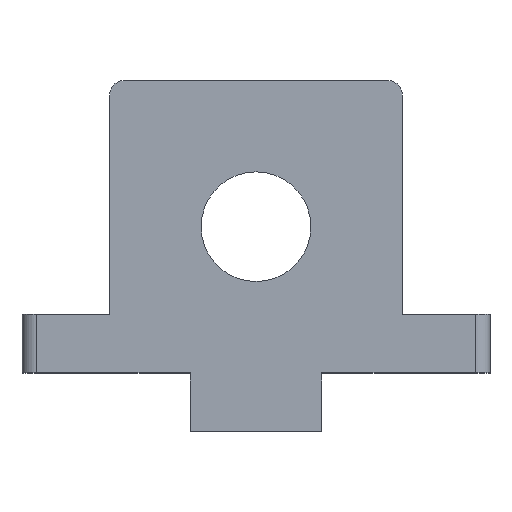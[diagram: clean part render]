
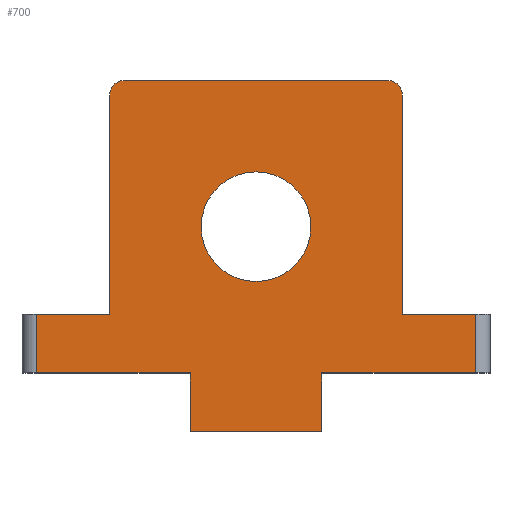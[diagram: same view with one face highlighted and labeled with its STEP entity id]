
A CAD part, top view. The second image highlights one B-rep face of the part: STEP entity #700.
In plain terms, the highlighted planar face has unit normal (0, 0, 1).
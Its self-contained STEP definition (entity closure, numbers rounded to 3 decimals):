
#3 = DIRECTION ( 'NONE',  ( 1., 0., 0. ) ) ;
#34 = VERTEX_POINT ( 'NONE', #1154 ) ;
#37 = AXIS2_PLACEMENT_3D ( 'NONE', #452, #738, #841 ) ;
#38 = CARTESIAN_POINT ( 'NONE',  ( -20., 12., 10. ) ) ;
#44 = LINE ( 'NONE', #1182, #1166 ) ;
#47 = CARTESIAN_POINT ( 'NONE',  ( 30., 12., 10. ) ) ;
#69 = LINE ( 'NONE', #1230, #442 ) ;
#75 = EDGE_LOOP ( 'NONE', ( #1052, #261, #130, #737, #299, #907, #962, #974, #511, #751, #1171, #549, #459, #987 ) ) ;
#82 = VERTEX_POINT ( 'NONE', #1160 ) ;
#97 = FACE_BOUND ( 'NONE', #1169, .T. ) ;
#104 = CIRCLE ( 'NONE', #1174, 2. ) ;
#110 = EDGE_CURVE ( 'NONE', #1184, #1198, #44, .T. ) ;
#130 = ORIENTED_EDGE ( 'NONE', *, *, #856, .F. ) ;
#140 = DIRECTION ( 'NONE',  ( 0., 1., 0. ) ) ;
#146 = CARTESIAN_POINT ( 'NONE',  ( 0., 4., 10. ) ) ;
#150 = LINE ( 'NONE', #47, #644 ) ;
#169 = ORIENTED_EDGE ( 'NONE', *, *, #383, .F. ) ;
#175 = DIRECTION ( 'NONE',  ( 1., 0., 0. ) ) ;
#198 = CIRCLE ( 'NONE', #775, 7.5 ) ;
#208 = CIRCLE ( 'NONE', #480, 2. ) ;
#218 = LINE ( 'NONE', #977, #1187 ) ;
#248 = ORIENTED_EDGE ( 'NONE', *, *, #1083, .F. ) ;
#251 = LINE ( 'NONE', #632, #953 ) ;
#253 = CARTESIAN_POINT ( 'NONE',  ( -9., 4., 10. ) ) ;
#256 = VECTOR ( 'NONE', #298, 1000. ) ;
#261 = ORIENTED_EDGE ( 'NONE', *, *, #1030, .T. ) ;
#266 = VERTEX_POINT ( 'NONE', #646 ) ;
#273 = VERTEX_POINT ( 'NONE', #1026 ) ;
#286 = LINE ( 'NONE', #393, #351 ) ;
#298 = DIRECTION ( 'NONE',  ( 1., 0., 0. ) ) ;
#299 = ORIENTED_EDGE ( 'NONE', *, *, #417, .F. ) ;
#330 = EDGE_CURVE ( 'NONE', #273, #451, #251, .T. ) ;
#344 = EDGE_CURVE ( 'NONE', #708, #1039, #1044, .T. ) ;
#351 = VECTOR ( 'NONE', #400, 1000. ) ;
#353 = VECTOR ( 'NONE', #1049, 1000. ) ;
#383 = EDGE_CURVE ( 'NONE', #652, #266, #198, .T. ) ;
#393 = CARTESIAN_POINT ( 'NONE',  ( -20., 0., 10. ) ) ;
#400 = DIRECTION ( 'NONE',  ( 0., 1., 0. ) ) ;
#409 = DIRECTION ( 'NONE',  ( -1., 0., 0. ) ) ;
#417 = EDGE_CURVE ( 'NONE', #563, #1151, #286, .T. ) ;
#429 = CARTESIAN_POINT ( 'NONE',  ( -18., 44., 10. ) ) ;
#442 = VECTOR ( 'NONE', #1129, 1000. ) ;
#451 = VERTEX_POINT ( 'NONE', #1051 ) ;
#452 = CARTESIAN_POINT ( 'NONE',  ( 0., 24., 10. ) ) ;
#459 = ORIENTED_EDGE ( 'NONE', *, *, #1012, .F. ) ;
#479 = CARTESIAN_POINT ( 'NONE',  ( -9., -4., 10. ) ) ;
#480 = AXIS2_PLACEMENT_3D ( 'NONE', #567, #853, #947 ) ;
#488 = VERTEX_POINT ( 'NONE', #609 ) ;
#489 = DIRECTION ( 'NONE',  ( 0., 1., 0. ) ) ;
#505 = CARTESIAN_POINT ( 'NONE',  ( 30., 4., 10. ) ) ;
#511 = ORIENTED_EDGE ( 'NONE', *, *, #344, .F. ) ;
#538 = EDGE_CURVE ( 'NONE', #1198, #1251, #902, .T. ) ;
#540 = CARTESIAN_POINT ( 'NONE',  ( 0., 0., 10. ) ) ;
#549 = ORIENTED_EDGE ( 'NONE', *, *, #538, .T. ) ;
#561 = VERTEX_POINT ( 'NONE', #429 ) ;
#562 = CARTESIAN_POINT ( 'NONE',  ( 0., -4., 10. ) ) ;
#563 = VERTEX_POINT ( 'NONE', #38 ) ;
#567 = CARTESIAN_POINT ( 'NONE',  ( -18., 42., 10. ) ) ;
#586 = CIRCLE ( 'NONE', #37, 7.5 ) ;
#609 = CARTESIAN_POINT ( 'NONE',  ( 30., 12., 10. ) ) ;
#616 = EDGE_CURVE ( 'NONE', #82, #34, #218, .T. ) ;
#623 = EDGE_CURVE ( 'NONE', #488, #273, #1117, .T. ) ;
#626 = DIRECTION ( 'NONE',  ( 0., 0., 1. ) ) ;
#632 = CARTESIAN_POINT ( 'NONE',  ( 20., 0., 10. ) ) ;
#635 = DIRECTION ( 'NONE',  ( 1., 0., 0. ) ) ;
#644 = VECTOR ( 'NONE', #908, 1000. ) ;
#646 = CARTESIAN_POINT ( 'NONE',  ( 7.5, 24., 10. ) ) ;
#652 = VERTEX_POINT ( 'NONE', #1020 ) ;
#657 = CARTESIAN_POINT ( 'NONE',  ( 9., 4., 10. ) ) ;
#689 = DIRECTION ( 'NONE',  ( 1., 0., 0. ) ) ;
#700 = ADVANCED_FACE ( 'NONE', ( #97, #926 ), #831, .T. ) ;
#708 = VERTEX_POINT ( 'NONE', #479 ) ;
#737 = ORIENTED_EDGE ( 'NONE', *, *, #1201, .T. ) ;
#738 = DIRECTION ( 'NONE',  ( 0., 0., 1. ) ) ;
#739 = VECTOR ( 'NONE', #175, 1000. ) ;
#746 = VERTEX_POINT ( 'NONE', #1113 ) ;
#751 = ORIENTED_EDGE ( 'NONE', *, *, #1119, .T. ) ;
#771 = EDGE_CURVE ( 'NONE', #563, #82, #968, .T. ) ;
#775 = AXIS2_PLACEMENT_3D ( 'NONE', #959, #970, #3 ) ;
#799 = CARTESIAN_POINT ( 'NONE',  ( 18., 42., 10. ) ) ;
#816 = VECTOR ( 'NONE', #409, 1000. ) ;
#818 = DIRECTION ( 'NONE',  ( 0., 0., 1. ) ) ;
#831 = PLANE ( 'NONE',  #916 ) ;
#833 = VECTOR ( 'NONE', #689, 1000. ) ;
#835 = LINE ( 'NONE', #562, #739 ) ;
#841 = DIRECTION ( 'NONE',  ( 1., 0., 0. ) ) ;
#848 = CARTESIAN_POINT ( 'NONE',  ( -20., 42., 10. ) ) ;
#853 = DIRECTION ( 'NONE',  ( 0., 0., 1. ) ) ;
#856 = EDGE_CURVE ( 'NONE', #561, #746, #1179, .T. ) ;
#902 = LINE ( 'NONE', #146, #833 ) ;
#907 = ORIENTED_EDGE ( 'NONE', *, *, #771, .T. ) ;
#908 = DIRECTION ( 'NONE',  ( 0., -1., 0. ) ) ;
#916 = AXIS2_PLACEMENT_3D ( 'NONE', #540, #626, #1105 ) ;
#926 = FACE_OUTER_BOUND ( 'NONE', #75, .T. ) ;
#944 = CARTESIAN_POINT ( 'NONE',  ( -9., 0., 10. ) ) ;
#947 = DIRECTION ( 'NONE',  ( 1., 0., 0. ) ) ;
#953 = VECTOR ( 'NONE', #1015, 1000. ) ;
#959 = CARTESIAN_POINT ( 'NONE',  ( 0., 24., 10. ) ) ;
#962 = ORIENTED_EDGE ( 'NONE', *, *, #616, .T. ) ;
#968 = LINE ( 'NONE', #1165, #816 ) ;
#970 = DIRECTION ( 'NONE',  ( 0., 0., 1. ) ) ;
#974 = ORIENTED_EDGE ( 'NONE', *, *, #1093, .T. ) ;
#977 = CARTESIAN_POINT ( 'NONE',  ( -30., 12., 10. ) ) ;
#987 = ORIENTED_EDGE ( 'NONE', *, *, #623, .T. ) ;
#1012 = EDGE_CURVE ( 'NONE', #488, #1251, #150, .T. ) ;
#1015 = DIRECTION ( 'NONE',  ( 0., 1., 0. ) ) ;
#1020 = CARTESIAN_POINT ( 'NONE',  ( -7.5, 24., 10. ) ) ;
#1026 = CARTESIAN_POINT ( 'NONE',  ( 20., 12., 10. ) ) ;
#1030 = EDGE_CURVE ( 'NONE', #451, #746, #104, .T. ) ;
#1039 = VERTEX_POINT ( 'NONE', #253 ) ;
#1044 = LINE ( 'NONE', #944, #1186 ) ;
#1049 = DIRECTION ( 'NONE',  ( -1., 0., 0. ) ) ;
#1051 = CARTESIAN_POINT ( 'NONE',  ( 20., 42., 10. ) ) ;
#1052 = ORIENTED_EDGE ( 'NONE', *, *, #330, .T. ) ;
#1057 = CARTESIAN_POINT ( 'NONE',  ( 0., 44., 10. ) ) ;
#1083 = EDGE_CURVE ( 'NONE', #266, #652, #586, .T. ) ;
#1093 = EDGE_CURVE ( 'NONE', #34, #1039, #69, .T. ) ;
#1094 = DIRECTION ( 'NONE',  ( 0., -1., 0. ) ) ;
#1105 = DIRECTION ( 'NONE',  ( 1., 0., 0. ) ) ;
#1113 = CARTESIAN_POINT ( 'NONE',  ( 18., 44., 10. ) ) ;
#1117 = LINE ( 'NONE', #1213, #353 ) ;
#1119 = EDGE_CURVE ( 'NONE', #708, #1184, #835, .T. ) ;
#1129 = DIRECTION ( 'NONE',  ( 1., 0., 0. ) ) ;
#1140 = CARTESIAN_POINT ( 'NONE',  ( 9., -4., 10. ) ) ;
#1151 = VERTEX_POINT ( 'NONE', #848 ) ;
#1154 = CARTESIAN_POINT ( 'NONE',  ( -30., 4., 10. ) ) ;
#1160 = CARTESIAN_POINT ( 'NONE',  ( -30., 12., 10. ) ) ;
#1165 = CARTESIAN_POINT ( 'NONE',  ( -20., 12., 10. ) ) ;
#1166 = VECTOR ( 'NONE', #140, 1000. ) ;
#1169 = EDGE_LOOP ( 'NONE', ( #169, #248 ) ) ;
#1171 = ORIENTED_EDGE ( 'NONE', *, *, #110, .T. ) ;
#1174 = AXIS2_PLACEMENT_3D ( 'NONE', #799, #818, #635 ) ;
#1179 = LINE ( 'NONE', #1057, #256 ) ;
#1182 = CARTESIAN_POINT ( 'NONE',  ( 9., 0., 10. ) ) ;
#1184 = VERTEX_POINT ( 'NONE', #1140 ) ;
#1186 = VECTOR ( 'NONE', #489, 1000. ) ;
#1187 = VECTOR ( 'NONE', #1094, 1000. ) ;
#1198 = VERTEX_POINT ( 'NONE', #657 ) ;
#1201 = EDGE_CURVE ( 'NONE', #561, #1151, #208, .T. ) ;
#1213 = CARTESIAN_POINT ( 'NONE',  ( 20., 12., 10. ) ) ;
#1230 = CARTESIAN_POINT ( 'NONE',  ( 0., 4., 10. ) ) ;
#1251 = VERTEX_POINT ( 'NONE', #505 ) ;
